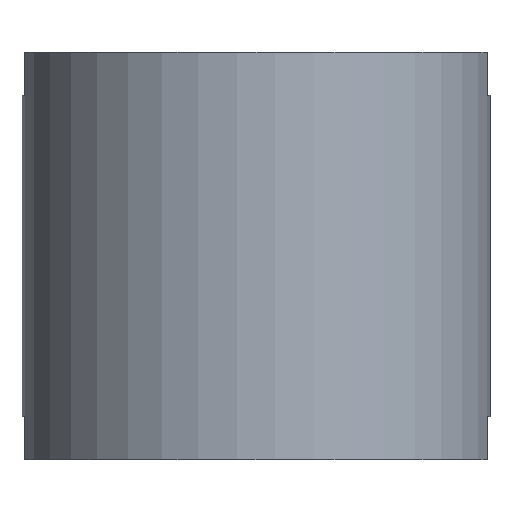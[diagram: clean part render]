
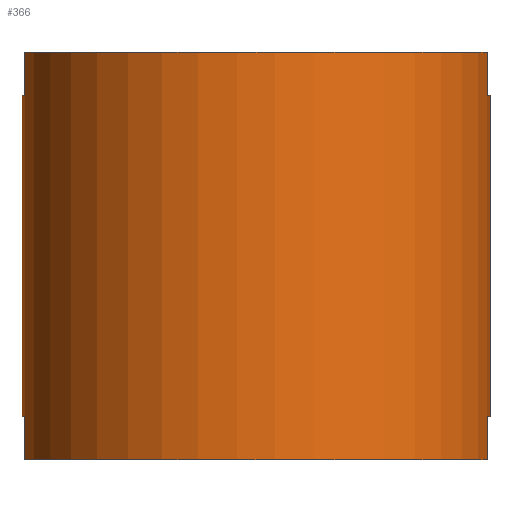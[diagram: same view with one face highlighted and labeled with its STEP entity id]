
A CAD part, left-side view. The second image highlights one B-rep face of the part: STEP entity #366.
In plain terms, the highlighted cylindrical face has radius 13.5 mm (diameter 27 mm), a full revolution.
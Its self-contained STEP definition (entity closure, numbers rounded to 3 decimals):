
#15=FACE_BOUND('',#60,.T.);
#18=CYLINDRICAL_SURFACE('',#391,13.5);
#20=CIRCLE('',#385,13.5);
#21=CIRCLE('',#390,13.5);
#22=CIRCLE('',#392,13.5);
#23=CIRCLE('',#393,13.5);
#24=CIRCLE('',#394,13.5);
#25=CIRCLE('',#395,13.5);
#26=CIRCLE('',#396,13.5);
#27=CIRCLE('',#397,13.5);
#38=FACE_OUTER_BOUND('',#59,.T.);
#59=EDGE_LOOP('',(#271,#272,#273,#274,#275,#276,#277,#278));
#60=EDGE_LOOP('',(#279,#280,#281,#282,#283,#284,#285,#286));
#80=LINE('',#530,#120);
#84=LINE('',#537,#124);
#88=LINE('',#548,#128);
#93=LINE('',#559,#133);
#95=LINE('',#568,#135);
#96=LINE('',#572,#136);
#97=LINE('',#576,#137);
#98=LINE('',#580,#138);
#120=VECTOR('',#423,2.5);
#124=VECTOR('',#429,2.5);
#128=VECTOR('',#439,2.5);
#133=VECTOR('',#448,2.5);
#135=VECTOR('',#460,2.5);
#136=VECTOR('',#463,2.5);
#137=VECTOR('',#466,2.5);
#138=VECTOR('',#469,2.5);
#159=VERTEX_POINT('',#527);
#160=VERTEX_POINT('',#529);
#161=VERTEX_POINT('',#533);
#162=VERTEX_POINT('',#535);
#164=VERTEX_POINT('',#542);
#166=VERTEX_POINT('',#546);
#169=VERTEX_POINT('',#556);
#170=VERTEX_POINT('',#558);
#171=VERTEX_POINT('',#566);
#172=VERTEX_POINT('',#567);
#173=VERTEX_POINT('',#569);
#174=VERTEX_POINT('',#571);
#175=VERTEX_POINT('',#573);
#176=VERTEX_POINT('',#575);
#177=VERTEX_POINT('',#577);
#178=VERTEX_POINT('',#579);
#194=EDGE_CURVE('',#160,#159,#80,.T.);
#198=EDGE_CURVE('',#161,#162,#84,.T.);
#199=EDGE_CURVE('',#162,#160,#20,.T.);
#203=EDGE_CURVE('',#164,#166,#88,.T.);
#208=EDGE_CURVE('',#170,#169,#93,.T.);
#210=EDGE_CURVE('',#166,#170,#21,.T.);
#211=EDGE_CURVE('',#164,#159,#22,.T.);
#212=EDGE_CURVE('',#161,#169,#23,.T.);
#213=EDGE_CURVE('',#171,#172,#95,.T.);
#214=EDGE_CURVE('',#172,#173,#24,.T.);
#215=EDGE_CURVE('',#173,#174,#96,.T.);
#216=EDGE_CURVE('',#175,#174,#25,.T.);
#217=EDGE_CURVE('',#175,#176,#97,.T.);
#218=EDGE_CURVE('',#176,#177,#26,.T.);
#219=EDGE_CURVE('',#177,#178,#98,.T.);
#220=EDGE_CURVE('',#171,#178,#27,.T.);
#271=ORIENTED_EDGE('',*,*,#198,.T.);
#272=ORIENTED_EDGE('',*,*,#199,.T.);
#273=ORIENTED_EDGE('',*,*,#194,.T.);
#274=ORIENTED_EDGE('',*,*,#211,.F.);
#275=ORIENTED_EDGE('',*,*,#203,.T.);
#276=ORIENTED_EDGE('',*,*,#210,.T.);
#277=ORIENTED_EDGE('',*,*,#208,.T.);
#278=ORIENTED_EDGE('',*,*,#212,.F.);
#279=ORIENTED_EDGE('',*,*,#213,.T.);
#280=ORIENTED_EDGE('',*,*,#214,.T.);
#281=ORIENTED_EDGE('',*,*,#215,.T.);
#282=ORIENTED_EDGE('',*,*,#216,.F.);
#283=ORIENTED_EDGE('',*,*,#217,.T.);
#284=ORIENTED_EDGE('',*,*,#218,.T.);
#285=ORIENTED_EDGE('',*,*,#219,.T.);
#286=ORIENTED_EDGE('',*,*,#220,.F.);
#366=ADVANCED_FACE('',(#38,#15),#18,.T.);
#385=AXIS2_PLACEMENT_3D('',#539,#432,#433);
#390=AXIS2_PLACEMENT_3D('',#562,#452,#453);
#391=AXIS2_PLACEMENT_3D('',#563,#454,#455);
#392=AXIS2_PLACEMENT_3D('',#564,#456,#457);
#393=AXIS2_PLACEMENT_3D('',#565,#458,#459);
#394=AXIS2_PLACEMENT_3D('',#570,#461,#462);
#395=AXIS2_PLACEMENT_3D('',#574,#464,#465);
#396=AXIS2_PLACEMENT_3D('',#578,#467,#468);
#397=AXIS2_PLACEMENT_3D('',#581,#470,#471);
#423=DIRECTION('',(0.,0.,1.));
#429=DIRECTION('',(0.,0.,-1.));
#432=DIRECTION('center_axis',(0.,0.,-1.));
#433=DIRECTION('ref_axis',(-1.,0.,0.));
#439=DIRECTION('',(0.,0.,-1.));
#448=DIRECTION('',(0.,0.,1.));
#452=DIRECTION('center_axis',(0.,0.,-1.));
#453=DIRECTION('ref_axis',(-1.,0.,0.));
#454=DIRECTION('center_axis',(0.,0.,1.));
#455=DIRECTION('ref_axis',(-1.,0.,0.));
#456=DIRECTION('center_axis',(0.,0.,1.));
#457=DIRECTION('ref_axis',(-1.,0.,0.));
#458=DIRECTION('center_axis',(0.,0.,1.));
#459=DIRECTION('ref_axis',(-1.,0.,0.));
#460=DIRECTION('',(0.,0.,1.));
#461=DIRECTION('center_axis',(0.,0.,1.));
#462=DIRECTION('ref_axis',(-1.,0.,0.));
#463=DIRECTION('',(0.,0.,-1.));
#464=DIRECTION('center_axis',(0.,0.,-1.));
#465=DIRECTION('ref_axis',(-1.,0.,0.));
#466=DIRECTION('',(0.,0.,1.));
#467=DIRECTION('center_axis',(0.,0.,1.));
#468=DIRECTION('ref_axis',(-1.,0.,0.));
#469=DIRECTION('',(0.,0.,-1.));
#470=DIRECTION('center_axis',(0.,0.,-1.));
#471=DIRECTION('ref_axis',(-1.,0.,0.));
#527=CARTESIAN_POINT('',(2.19,13.321,23.5));
#529=CARTESIAN_POINT('',(2.19,13.321,21.));
#530=CARTESIAN_POINT('',(2.19,13.321,0.));
#533=CARTESIAN_POINT('',(-2.19,13.321,23.5));
#535=CARTESIAN_POINT('',(-2.19,13.321,21.));
#537=CARTESIAN_POINT('',(-2.19,13.321,0.));
#539=CARTESIAN_POINT('Origin',(0.,0.,21.));
#542=CARTESIAN_POINT('',(2.19,-13.321,23.5));
#546=CARTESIAN_POINT('',(2.19,-13.321,21.));
#548=CARTESIAN_POINT('',(2.19,-13.321,0.));
#556=CARTESIAN_POINT('',(-2.19,-13.321,23.5));
#558=CARTESIAN_POINT('',(-2.19,-13.321,21.));
#559=CARTESIAN_POINT('',(-2.19,-13.321,0.));
#562=CARTESIAN_POINT('Origin',(0.,0.,21.));
#563=CARTESIAN_POINT('Origin',(0.,0.,0.));
#564=CARTESIAN_POINT('Origin',(0.,0.,23.5));
#565=CARTESIAN_POINT('Origin',(0.,0.,23.5));
#566=CARTESIAN_POINT('',(2.19,13.321,0.));
#567=CARTESIAN_POINT('',(2.19,13.321,2.5));
#568=CARTESIAN_POINT('',(2.19,13.321,0.));
#569=CARTESIAN_POINT('',(-2.19,13.321,2.5));
#570=CARTESIAN_POINT('Origin',(0.,0.,2.5));
#571=CARTESIAN_POINT('',(-2.19,13.321,0.));
#572=CARTESIAN_POINT('',(-2.19,13.321,0.));
#573=CARTESIAN_POINT('',(-2.19,-13.321,0.));
#574=CARTESIAN_POINT('Origin',(0.,0.,0.));
#575=CARTESIAN_POINT('',(-2.19,-13.321,2.5));
#576=CARTESIAN_POINT('',(-2.19,-13.321,0.));
#577=CARTESIAN_POINT('',(2.19,-13.321,2.5));
#578=CARTESIAN_POINT('Origin',(0.,0.,2.5));
#579=CARTESIAN_POINT('',(2.19,-13.321,0.));
#580=CARTESIAN_POINT('',(2.19,-13.321,0.));
#581=CARTESIAN_POINT('Origin',(0.,0.,0.));
